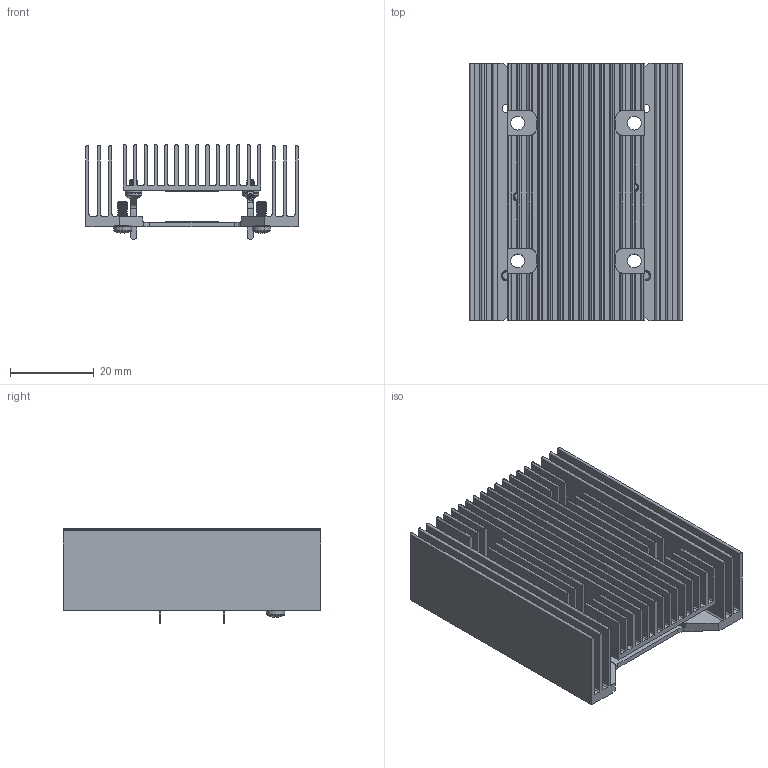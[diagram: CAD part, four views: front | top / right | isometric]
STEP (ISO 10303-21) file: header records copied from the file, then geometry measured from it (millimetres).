
FILE_DESCRIPTION (( 'STEP AP214' ), '1' );
FILE_NAME ('40520 Dual HS 6123 11mm.STEP', '2019-02-13T19:20:05', ( 'admin' ), ( 'Microsoft' ), 'SwSTEP 2.0', 'SolidWorks 2017', '' );
FILE_SCHEMA (( 'AUTOMOTIVE_DESIGN' ));
Length unit declared in the file: inch
Products named in the file (11): 40578_94017A152; 39949-XX_39949-07 ASSEMBLED; Copy of MOLDBODY2_VENTED_TERMINAL_BLOCK_OUTPUT_23FAMILY_SMD.1^40324; Copy of MOLDBODY2_VENTED_TERMINAL_BLOCK_INPUT_23FAMILY_SMD.1^40324; 40111_40145; 40327; 40247; 39949-XX_39949-06 ASSEMBLED; 39834; 40099; 40520 Dual HS 6123 11mm
Assembly tree (11 placements, depth 3):
  Copy of MOLDBODY2_VENTED_TERMINAL_BLOCK_OUTPUT_23FAMILY_SMD.1^40324
  Copy of MOLDBODY2_VENTED_TERMINAL_BLOCK_INPUT_23FAMILY_SMD.1^40324
  40520 Dual HS 6123 11mm
    40099
    40111_40145
      39834
      39949-XX_39949-06 ASSEMBLED
      40247  x2
      40327  x2
    39949-XX_39949-07 ASSEMBLED
    40578_94017A152  x2
Bounding box: 50.8 x 61.5 x 22.68 mm (x, y, z)
Volume: 18495 mm3; surface area: 41113.6 mm2
Topology: 12 solids, 12 shells, 806 faces, 2274 edges, 1498 vertices
Faces by surface type: plane 354, cylinder 300, bspline 104, cone 40, sphere 4, torus 4
Entity records: 25843 total; most frequent: CARTESIAN_POINT 10710, ORIENTED_EDGE 3288, DIRECTION 2826, EDGE_CURVE 1644, VERTEX_POINT 1087, AXIS2_PLACEMENT_3D 965, VECTOR 896, LINE 896
